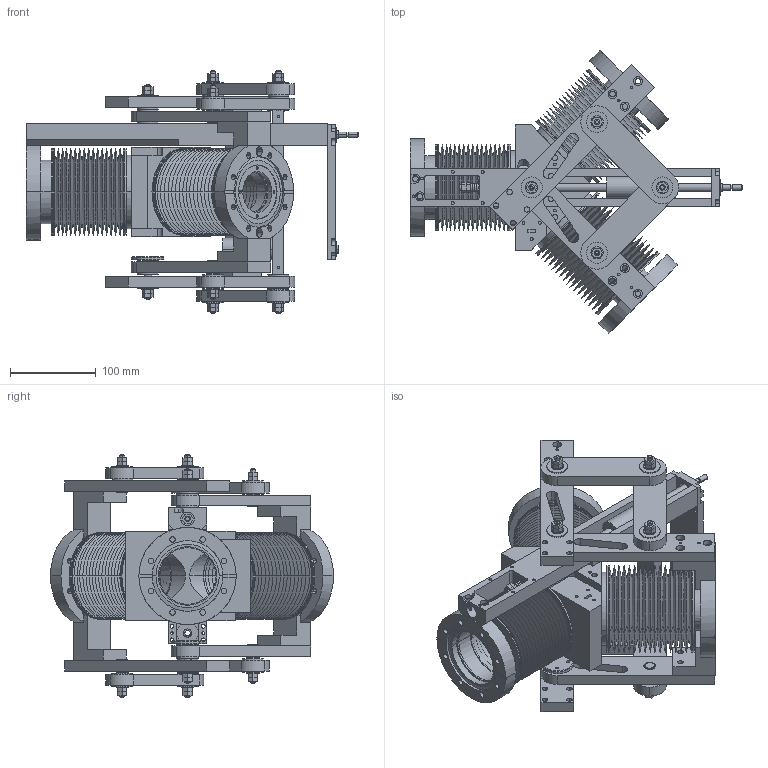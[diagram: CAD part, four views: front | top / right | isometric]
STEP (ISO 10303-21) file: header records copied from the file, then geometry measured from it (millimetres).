
FILE_DESCRIPTION(('produced by SPATIAL CORP'),'2;1');
FILE_NAME( 'weldment_asm_solid.hh.sat.stp','2002-04-22T18:04:00+00:00',('SPATIAL CORP'),('SPATIAL CORP' ),'ACIS STEP Husk','http://www.spatial.com','SPATIAL CORP');
FILE_SCHEMA(('CONFIG_CONTROL_DESIGN'));
Products named in the file (1): PRODUCT_ID_1
Bounding box: 387.65 x 330.43 x 284.18 mm (x, y, z)
Volume: 2706997 mm3; surface area: 1148587.9 mm2
Topology: 108 solids, 108 shells, 2061 faces, 4647 edges, 2989 vertices
Faces by surface type: cylinder 1050, plane 677, cone 286, torus 48
Entity records: 55307 total; most frequent: CARTESIAN_POINT 9977, ORIENTED_EDGE 9294, DIRECTION 9246, EDGE_CURVE 4647, AXIS2_PLACEMENT_3D 3571, VERTEX_POINT 2989, EDGE_LOOP 2692, FACE_BOUND 2692
